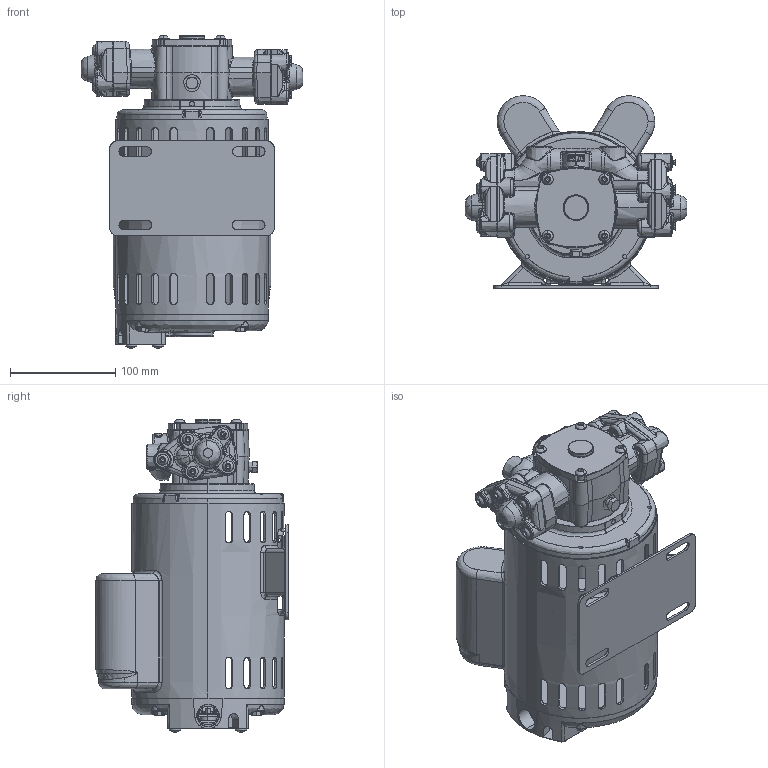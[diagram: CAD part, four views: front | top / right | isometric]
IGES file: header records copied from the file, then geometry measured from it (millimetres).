
Start section: SolidWorks IGES file using analytic representation for surfaces
Global section: file name: 1XP150.051.IGS; native system: SolidWorks 2012; preprocessor: SolidWorks 2012; author: ejp; date: 120925.132404; units: millimetre
Bounding box: 210.69 x 182.78 x 296.71 mm (x, y, z)
Surface area: 372191.9 mm2 (no closed solid volume)
Topology: 0 solids, 0 shells, 1862 faces, 24398 edges, 24294 vertices
Faces by surface type: bspline 1177, revolution 685
